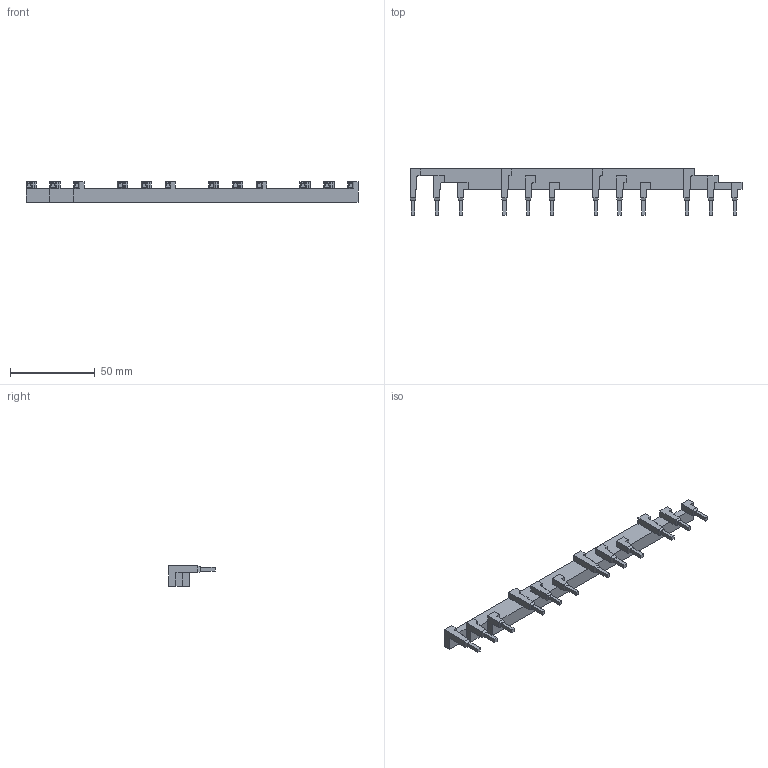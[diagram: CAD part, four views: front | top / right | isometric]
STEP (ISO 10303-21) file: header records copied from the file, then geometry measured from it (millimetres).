
FILE_DESCRIPTION (( 'STEP AP214' ), '1' );
FILE_NAME ('140M-C-W544N.STEP', '2013-01-02T07:27:33', ( '' ), ( '' ), 'SwSTEP 2.0', 'SolidWorks 2012', '' );
FILE_SCHEMA (( 'AUTOMOTIVE_DESIGN' ));
Length unit declared in the file: millimetre
Products named in the file (1): 140M-C-W544N
Bounding box: 196.3 x 27.4 x 12.3 mm (x, y, z)
Volume: 20376.1 mm3; surface area: 10983.8 mm2
Topology: 1 solids, 1 shells, 223 faces, 566 edges, 357 vertices
Faces by surface type: plane 215, cylinder 8
Entity records: 7203 total; most frequent: CARTESIAN_POINT 1147, ORIENTED_EDGE 1132, DIRECTION 1031, EDGE_CURVE 566, VECTOR 549, LINE 549, VERTEX_POINT 357, AXIS2_PLACEMENT_3D 241
